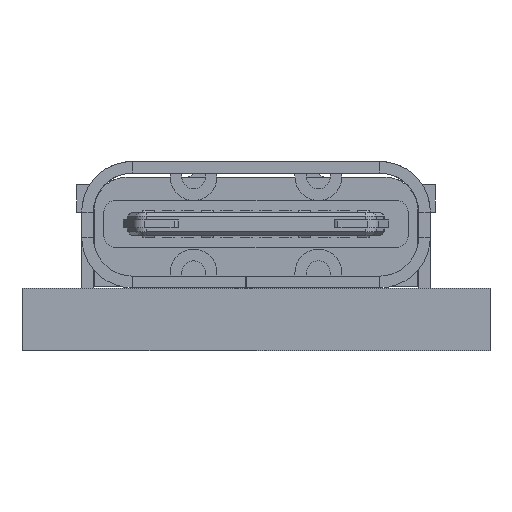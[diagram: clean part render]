
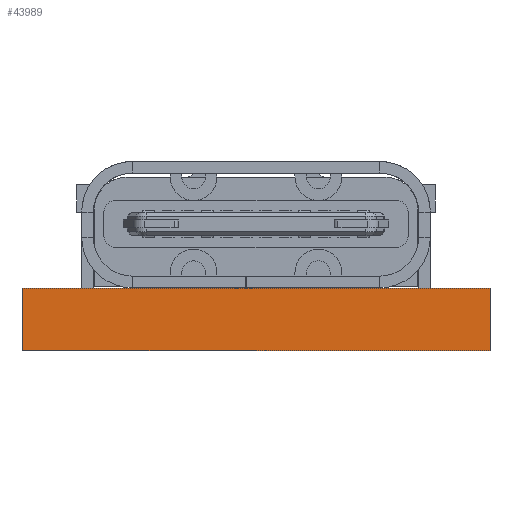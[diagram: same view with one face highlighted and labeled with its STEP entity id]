
A CAD part, front view. The second image highlights one B-rep face of the part: STEP entity #43989.
In plain terms, the highlighted planar face has unit normal (0, -1, 0).
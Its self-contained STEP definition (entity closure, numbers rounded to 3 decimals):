
#43989 = ADVANCED_FACE('',(#43990),#44004,.T.);
#43990 = FACE_BOUND('',#43991,.T.);
#43991 = EDGE_LOOP('',(#43992,#44027,#44055,#44083));
#43992 = ORIENTED_EDGE('',*,*,#43993,.T.);
#43993 = EDGE_CURVE('',#43994,#43996,#43998,.T.);
#43994 = VERTEX_POINT('',#43995);
#43995 = CARTESIAN_POINT('',(6.,-6.75,0.));
#43996 = VERTEX_POINT('',#43997);
#43997 = CARTESIAN_POINT('',(6.,-6.75,1.6));
#43998 = SURFACE_CURVE('',#43999,(#44003,#44015),.PCURVE_S1.);
#43999 = LINE('',#44000,#44001);
#44000 = CARTESIAN_POINT('',(6.,-6.75,0.));
#44001 = VECTOR('',#44002,1.);
#44002 = DIRECTION('',(0.,0.,1.));
#44003 = PCURVE('',#44004,#44009);
#44004 = PLANE('',#44005);
#44005 = AXIS2_PLACEMENT_3D('',#44006,#44007,#44008);
#44006 = CARTESIAN_POINT('',(6.,-6.75,0.));
#44007 = DIRECTION('',(0.,-1.,0.));
#44008 = DIRECTION('',(-1.,0.,0.));
#44009 = DEFINITIONAL_REPRESENTATION('',(#44010),#44014);
#44010 = LINE('',#44011,#44012);
#44011 = CARTESIAN_POINT('',(0.,-0.));
#44012 = VECTOR('',#44013,1.);
#44013 = DIRECTION('',(0.,-1.));
#44014 = ( GEOMETRIC_REPRESENTATION_CONTEXT(2) 
PARAMETRIC_REPRESENTATION_CONTEXT() REPRESENTATION_CONTEXT('2D SPACE',''
  ) );
#44015 = PCURVE('',#44016,#44021);
#44016 = PLANE('',#44017);
#44017 = AXIS2_PLACEMENT_3D('',#44018,#44019,#44020);
#44018 = CARTESIAN_POINT('',(6.,6.75,0.));
#44019 = DIRECTION('',(1.,0.,-0.));
#44020 = DIRECTION('',(0.,-1.,0.));
#44021 = DEFINITIONAL_REPRESENTATION('',(#44022),#44026);
#44022 = LINE('',#44023,#44024);
#44023 = CARTESIAN_POINT('',(13.5,0.));
#44024 = VECTOR('',#44025,1.);
#44025 = DIRECTION('',(0.,-1.));
#44026 = ( GEOMETRIC_REPRESENTATION_CONTEXT(2) 
PARAMETRIC_REPRESENTATION_CONTEXT() REPRESENTATION_CONTEXT('2D SPACE',''
  ) );
#44027 = ORIENTED_EDGE('',*,*,#44028,.T.);
#44028 = EDGE_CURVE('',#43996,#44029,#44031,.T.);
#44029 = VERTEX_POINT('',#44030);
#44030 = CARTESIAN_POINT('',(-6.,-6.75,1.6));
#44031 = SURFACE_CURVE('',#44032,(#44036,#44043),.PCURVE_S1.);
#44032 = LINE('',#44033,#44034);
#44033 = CARTESIAN_POINT('',(6.,-6.75,1.6));
#44034 = VECTOR('',#44035,1.);
#44035 = DIRECTION('',(-1.,0.,0.));
#44036 = PCURVE('',#44004,#44037);
#44037 = DEFINITIONAL_REPRESENTATION('',(#44038),#44042);
#44038 = LINE('',#44039,#44040);
#44039 = CARTESIAN_POINT('',(0.,-1.6));
#44040 = VECTOR('',#44041,1.);
#44041 = DIRECTION('',(1.,0.));
#44042 = ( GEOMETRIC_REPRESENTATION_CONTEXT(2) 
PARAMETRIC_REPRESENTATION_CONTEXT() REPRESENTATION_CONTEXT('2D SPACE',''
  ) );
#44043 = PCURVE('',#44044,#44049);
#44044 = PLANE('',#44045);
#44045 = AXIS2_PLACEMENT_3D('',#44046,#44047,#44048);
#44046 = CARTESIAN_POINT('',(0.,0.,1.6));
#44047 = DIRECTION('',(-0.,-0.,-1.));
#44048 = DIRECTION('',(-1.,0.,0.));
#44049 = DEFINITIONAL_REPRESENTATION('',(#44050),#44054);
#44050 = LINE('',#44051,#44052);
#44051 = CARTESIAN_POINT('',(-6.,-6.75));
#44052 = VECTOR('',#44053,1.);
#44053 = DIRECTION('',(1.,0.));
#44054 = ( GEOMETRIC_REPRESENTATION_CONTEXT(2) 
PARAMETRIC_REPRESENTATION_CONTEXT() REPRESENTATION_CONTEXT('2D SPACE',''
  ) );
#44055 = ORIENTED_EDGE('',*,*,#44056,.F.);
#44056 = EDGE_CURVE('',#44057,#44029,#44059,.T.);
#44057 = VERTEX_POINT('',#44058);
#44058 = CARTESIAN_POINT('',(-6.,-6.75,0.));
#44059 = SURFACE_CURVE('',#44060,(#44064,#44071),.PCURVE_S1.);
#44060 = LINE('',#44061,#44062);
#44061 = CARTESIAN_POINT('',(-6.,-6.75,0.));
#44062 = VECTOR('',#44063,1.);
#44063 = DIRECTION('',(0.,0.,1.));
#44064 = PCURVE('',#44004,#44065);
#44065 = DEFINITIONAL_REPRESENTATION('',(#44066),#44070);
#44066 = LINE('',#44067,#44068);
#44067 = CARTESIAN_POINT('',(12.,0.));
#44068 = VECTOR('',#44069,1.);
#44069 = DIRECTION('',(0.,-1.));
#44070 = ( GEOMETRIC_REPRESENTATION_CONTEXT(2) 
PARAMETRIC_REPRESENTATION_CONTEXT() REPRESENTATION_CONTEXT('2D SPACE',''
  ) );
#44071 = PCURVE('',#44072,#44077);
#44072 = PLANE('',#44073);
#44073 = AXIS2_PLACEMENT_3D('',#44074,#44075,#44076);
#44074 = CARTESIAN_POINT('',(-6.,-6.75,0.));
#44075 = DIRECTION('',(-1.,0.,0.));
#44076 = DIRECTION('',(0.,1.,0.));
#44077 = DEFINITIONAL_REPRESENTATION('',(#44078),#44082);
#44078 = LINE('',#44079,#44080);
#44079 = CARTESIAN_POINT('',(0.,0.));
#44080 = VECTOR('',#44081,1.);
#44081 = DIRECTION('',(0.,-1.));
#44082 = ( GEOMETRIC_REPRESENTATION_CONTEXT(2) 
PARAMETRIC_REPRESENTATION_CONTEXT() REPRESENTATION_CONTEXT('2D SPACE',''
  ) );
#44083 = ORIENTED_EDGE('',*,*,#44084,.F.);
#44084 = EDGE_CURVE('',#43994,#44057,#44085,.T.);
#44085 = SURFACE_CURVE('',#44086,(#44090,#44097),.PCURVE_S1.);
#44086 = LINE('',#44087,#44088);
#44087 = CARTESIAN_POINT('',(6.,-6.75,0.));
#44088 = VECTOR('',#44089,1.);
#44089 = DIRECTION('',(-1.,0.,0.));
#44090 = PCURVE('',#44004,#44091);
#44091 = DEFINITIONAL_REPRESENTATION('',(#44092),#44096);
#44092 = LINE('',#44093,#44094);
#44093 = CARTESIAN_POINT('',(0.,-0.));
#44094 = VECTOR('',#44095,1.);
#44095 = DIRECTION('',(1.,0.));
#44096 = ( GEOMETRIC_REPRESENTATION_CONTEXT(2) 
PARAMETRIC_REPRESENTATION_CONTEXT() REPRESENTATION_CONTEXT('2D SPACE',''
  ) );
#44097 = PCURVE('',#44098,#44103);
#44098 = PLANE('',#44099);
#44099 = AXIS2_PLACEMENT_3D('',#44100,#44101,#44102);
#44100 = CARTESIAN_POINT('',(0.,0.,0.));
#44101 = DIRECTION('',(-0.,-0.,-1.));
#44102 = DIRECTION('',(-1.,0.,0.));
#44103 = DEFINITIONAL_REPRESENTATION('',(#44104),#44108);
#44104 = LINE('',#44105,#44106);
#44105 = CARTESIAN_POINT('',(-6.,-6.75));
#44106 = VECTOR('',#44107,1.);
#44107 = DIRECTION('',(1.,0.));
#44108 = ( GEOMETRIC_REPRESENTATION_CONTEXT(2) 
PARAMETRIC_REPRESENTATION_CONTEXT() REPRESENTATION_CONTEXT('2D SPACE',''
  ) );
